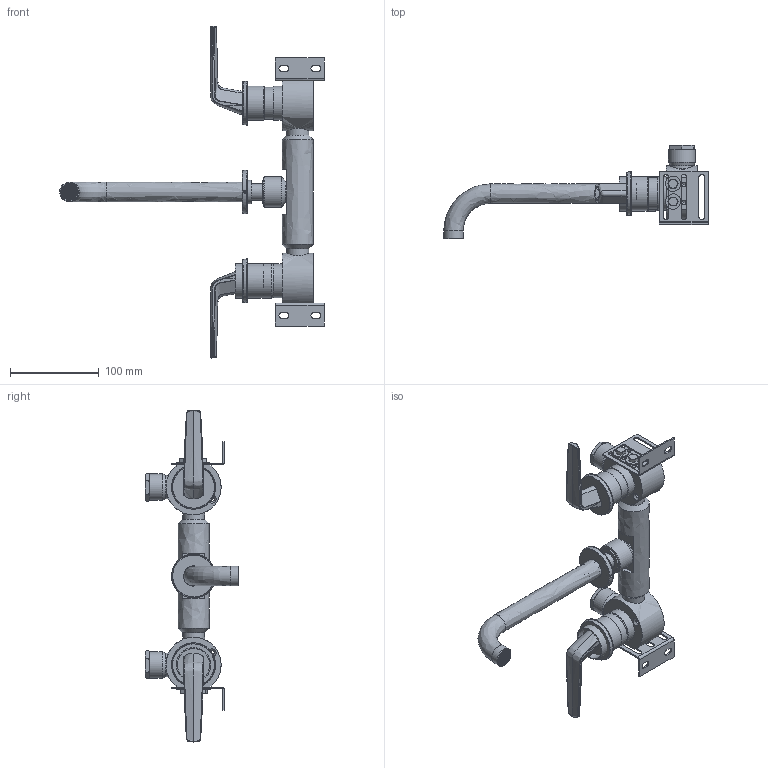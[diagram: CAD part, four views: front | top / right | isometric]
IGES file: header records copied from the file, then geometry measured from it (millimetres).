
Global section: file name: FORMET20K17-2CTL; native system: Autodesk Inventor 2020; preprocessor: unknown; author: rclarke; date: 20221130.103821; units: millimetre
Bounding box: 297.85 x 105.5 x 373.76 mm (x, y, z)
Volume: 485746.2 mm3; surface area: 261426.1 mm2
Topology: 68 solids, 68 shells, 4368 faces, 11897 edges, 7783 vertices
Faces by surface type: bspline 4368
